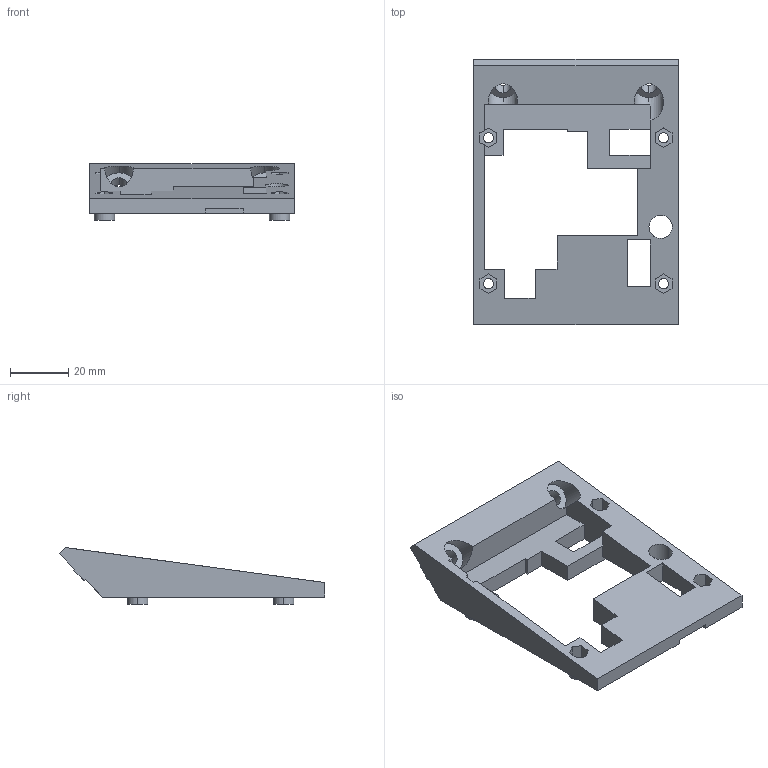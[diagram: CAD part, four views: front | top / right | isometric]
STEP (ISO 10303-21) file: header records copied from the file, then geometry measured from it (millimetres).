
FILE_DESCRIPTION (( 'STEP AP214' ), '1' );
FILE_NAME ('一体安装在底部支架-voron_20250731.STEP', '2025-08-23T14:50:24', ( '' ), ( '' ), 'SwSTEP 2.0', 'SolidWorks 2018', '' );
FILE_SCHEMA (( 'AUTOMOTIVE_DESIGN' ));
Length unit declared in the file: millimetre
Products named in the file (1): 一体安装在底部支架-voron_20250731
Bounding box: 70 x 90.85 x 19.47 mm (x, y, z)
Volume: 29802.6 mm3; surface area: 15385.5 mm2
Topology: 1 solids, 1 shells, 110 faces, 316 edges, 210 vertices
Faces by surface type: plane 84, cylinder 26
Entity records: 3652 total; most frequent: CARTESIAN_POINT 667, ORIENTED_EDGE 632, DIRECTION 582, EDGE_CURVE 316, VECTOR 252, LINE 252, VERTEX_POINT 210, AXIS2_PLACEMENT_3D 165
